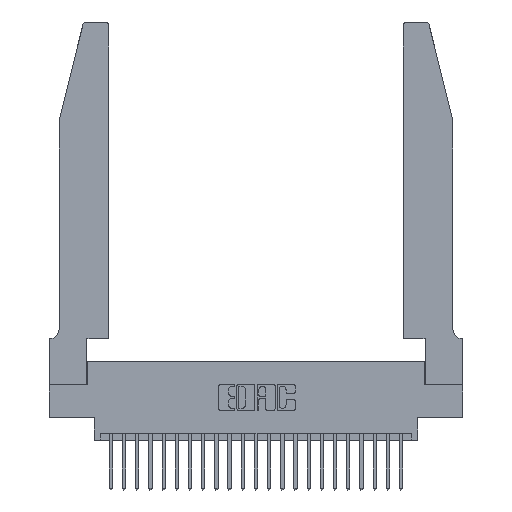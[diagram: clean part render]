
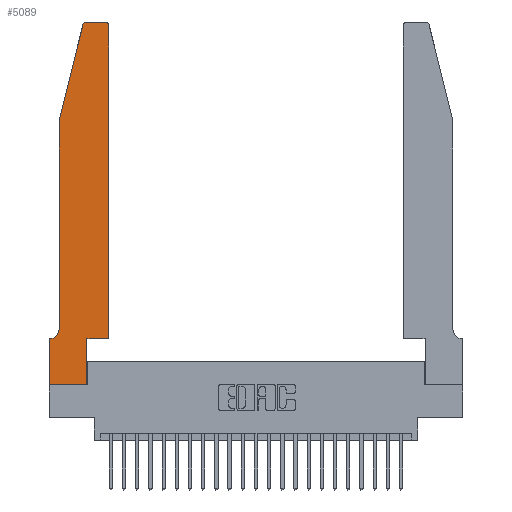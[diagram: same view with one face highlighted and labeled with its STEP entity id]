
A CAD part, top view. The second image highlights one B-rep face of the part: STEP entity #5089.
In plain terms, the highlighted planar face has unit normal (0, 0, 1).
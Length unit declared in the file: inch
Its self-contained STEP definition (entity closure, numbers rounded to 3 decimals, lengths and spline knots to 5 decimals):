
#239 = ORIENTED_EDGE ( 'NONE', *, *, #18345, .T. ) ;
#1447 = VERTEX_POINT ( 'NONE', #15149 ) ;
#1810 = VERTEX_POINT ( 'NONE', #10359 ) ;
#2090 = EDGE_CURVE ( 'NONE', #25019, #14776, #20449, .T. ) ;
#2825 = EDGE_CURVE ( 'NONE', #1447, #21596, #10169, .T. ) ;
#3411 = CARTESIAN_POINT ( 'NONE',  ( 0.2865, 0.35, 0.37 ) ) ;
#3703 = VERTEX_POINT ( 'NONE', #9938 ) ;
#3957 = CARTESIAN_POINT ( 'NONE',  ( 0.0755, 2., 0.37 ) ) ;
#4272 = EDGE_CURVE ( 'NONE', #14776, #21501, #23986, .T. ) ;
#4921 = CIRCLE ( 'NONE', #22151, 0.03 ) ;
#5084 = LINE ( 'NONE', #8686, #18117 ) ;
#5089 = ADVANCED_FACE ( 'NONE', ( #9736 ), #15362, .T. ) ;
#5282 = DIRECTION ( 'NONE',  ( -1., 0., 0. ) ) ;
#5899 = DIRECTION ( 'NONE',  ( 1., 0., 0. ) ) ;
#6098 = ORIENTED_EDGE ( 'NONE', *, *, #18327, .T. ) ;
#6135 = VERTEX_POINT ( 'NONE', #21838 ) ;
#6803 = VECTOR ( 'NONE', #21084, 39.37008 ) ;
#7078 = VECTOR ( 'NONE', #7650, 39.37008 ) ;
#7232 = DIRECTION ( 'NONE',  ( 0., 0., 1. ) ) ;
#7258 = CARTESIAN_POINT ( 'NONE',  ( 0.0755, 2., 0.37 ) ) ;
#7416 = ORIENTED_EDGE ( 'NONE', *, *, #2090, .T. ) ;
#7650 = DIRECTION ( 'NONE',  ( 1., 0., 0. ) ) ;
#7904 = VECTOR ( 'NONE', #25219, 39.37008 ) ;
#8283 = DIRECTION ( 'NONE',  ( 0., -1., 0. ) ) ;
#8355 = VECTOR ( 'NONE', #5282, 39.37008 ) ;
#8477 = CARTESIAN_POINT ( 'NONE',  ( 0.4505, 0.35, 0.37 ) ) ;
#8686 = CARTESIAN_POINT ( 'NONE',  ( 0.0755, 0.35, 0.37 ) ) ;
#9736 = FACE_OUTER_BOUND ( 'NONE', #11124, .T. ) ;
#9767 = ORIENTED_EDGE ( 'NONE', *, *, #2825, .T. ) ;
#9873 = DIRECTION ( 'NONE',  ( 0., 0., 1. ) ) ;
#9896 = EDGE_CURVE ( 'NONE', #21798, #1447, #18428, .T. ) ;
#9938 = CARTESIAN_POINT ( 'NONE',  ( 0.0055, 0.35, 0.37 ) ) ;
#10169 = LINE ( 'NONE', #3957, #20108 ) ;
#10229 = LINE ( 'NONE', #25123, #8355 ) ;
#10231 = EDGE_CURVE ( 'NONE', #3703, #16137, #5084, .T. ) ;
#10236 = CARTESIAN_POINT ( 'NONE',  ( 0.284, 2.72, 0.37 ) ) ;
#10274 = DIRECTION ( 'NONE',  ( -1., 0., 0. ) ) ;
#10359 = CARTESIAN_POINT ( 'NONE',  ( 0., 0., 0.37 ) ) ;
#10633 = CARTESIAN_POINT ( 'NONE',  ( 0.284, 2.75, 0.37 ) ) ;
#11124 = EDGE_LOOP ( 'NONE', ( #12078, #22669, #9767, #16740, #16716, #22101, #239, #6098, #12367, #7416, #13229, #17320 ) ) ;
#11609 = DIRECTION ( 'NONE',  ( 1., 0., 0. ) ) ;
#11634 = CARTESIAN_POINT ( 'NONE',  ( 0., 0., 0.37 ) ) ;
#11708 = EDGE_CURVE ( 'NONE', #6135, #21798, #10229, .T. ) ;
#12048 = LINE ( 'NONE', #7258, #6803 ) ;
#12078 = ORIENTED_EDGE ( 'NONE', *, *, #11708, .T. ) ;
#12367 = ORIENTED_EDGE ( 'NONE', *, *, #23295, .T. ) ;
#12533 = AXIS2_PLACEMENT_3D ( 'NONE', #22143, #22308, #10274 ) ;
#12701 = VECTOR ( 'NONE', #11609, 39.37008 ) ;
#13035 = CIRCLE ( 'NONE', #12533, 0.07 ) ;
#13153 = DIRECTION ( 'NONE',  ( 1., 0., 0. ) ) ;
#13173 = CARTESIAN_POINT ( 'NONE',  ( 0.2865, 0.35, 0.37 ) ) ;
#13229 = ORIENTED_EDGE ( 'NONE', *, *, #4272, .T. ) ;
#13379 = CARTESIAN_POINT ( 'NONE',  ( 0., 0.35, 0.37 ) ) ;
#13488 = LINE ( 'NONE', #13173, #7904 ) ;
#13709 = CARTESIAN_POINT ( 'NONE',  ( 0.0755, 0.42, 0.37 ) ) ;
#14110 = CARTESIAN_POINT ( 'NONE',  ( 0.4205, 2.72, 0.37 ) ) ;
#14776 = VERTEX_POINT ( 'NONE', #8477 ) ;
#15149 = CARTESIAN_POINT ( 'NONE',  ( 0.25487, 2.72718, 0.37 ) ) ;
#15362 = PLANE ( 'NONE',  #21095 ) ;
#15738 = LINE ( 'NONE', #11634, #7078 ) ;
#16137 = VERTEX_POINT ( 'NONE', #24260 ) ;
#16716 = ORIENTED_EDGE ( 'NONE', *, *, #16967, .T. ) ;
#16740 = ORIENTED_EDGE ( 'NONE', *, *, #17756, .T. ) ;
#16966 = DIRECTION ( 'NONE',  ( -1., 0., 0. ) ) ;
#16967 = EDGE_CURVE ( 'NONE', #24759, #3703, #13035, .T. ) ;
#17005 = VECTOR ( 'NONE', #8283, 39.37008 ) ;
#17217 = DIRECTION ( 'NONE',  ( 1., 0., 0. ) ) ;
#17320 = ORIENTED_EDGE ( 'NONE', *, *, #17544, .T. ) ;
#17544 = EDGE_CURVE ( 'NONE', #21501, #6135, #4921, .T. ) ;
#17730 = CARTESIAN_POINT ( 'NONE',  ( 0.4505, 2.72, 0.37 ) ) ;
#17756 = EDGE_CURVE ( 'NONE', #21596, #24759, #12048, .T. ) ;
#18117 = VECTOR ( 'NONE', #16966, 39.37008 ) ;
#18131 = CARTESIAN_POINT ( 'NONE',  ( 0., 0., 0.37 ) ) ;
#18327 = EDGE_CURVE ( 'NONE', #1810, #24683, #15738, .T. ) ;
#18345 = EDGE_CURVE ( 'NONE', #16137, #1810, #24674, .T. ) ;
#18428 = CIRCLE ( 'NONE', #21666, 0.03 ) ;
#18936 = DIRECTION ( 'NONE',  ( -0.239, -0.971, 0. ) ) ;
#19468 = CARTESIAN_POINT ( 'NONE',  ( 0.4505, 0.35, 0.37 ) ) ;
#19869 = DIRECTION ( 'NONE',  ( 0., 1., 0. ) ) ;
#20108 = VECTOR ( 'NONE', #18936, 39.37008 ) ;
#20449 = LINE ( 'NONE', #21120, #12701 ) ;
#20622 = VECTOR ( 'NONE', #19869, 39.37008 ) ;
#21084 = DIRECTION ( 'NONE',  ( 0., -1., 0. ) ) ;
#21095 = AXIS2_PLACEMENT_3D ( 'NONE', #13379, #7232, #17217 ) ;
#21120 = CARTESIAN_POINT ( 'NONE',  ( 0.4505, 0.35, 0.37 ) ) ;
#21501 = VERTEX_POINT ( 'NONE', #17730 ) ;
#21596 = VERTEX_POINT ( 'NONE', #22063 ) ;
#21666 = AXIS2_PLACEMENT_3D ( 'NONE', #10236, #22570, #13153 ) ;
#21798 = VERTEX_POINT ( 'NONE', #10633 ) ;
#21838 = CARTESIAN_POINT ( 'NONE',  ( 0.4205, 2.75, 0.37 ) ) ;
#22063 = CARTESIAN_POINT ( 'NONE',  ( 0.0755, 2., 0.37 ) ) ;
#22101 = ORIENTED_EDGE ( 'NONE', *, *, #10231, .T. ) ;
#22143 = CARTESIAN_POINT ( 'NONE',  ( 0.0055, 0.42, 0.37 ) ) ;
#22151 = AXIS2_PLACEMENT_3D ( 'NONE', #14110, #9873, #5899 ) ;
#22308 = DIRECTION ( 'NONE',  ( 0., 0., -1. ) ) ;
#22570 = DIRECTION ( 'NONE',  ( 0., 0., 1. ) ) ;
#22669 = ORIENTED_EDGE ( 'NONE', *, *, #9896, .T. ) ;
#23295 = EDGE_CURVE ( 'NONE', #24683, #25019, #13488, .T. ) ;
#23727 = CARTESIAN_POINT ( 'NONE',  ( 0.2865, 0., 0.37 ) ) ;
#23986 = LINE ( 'NONE', #19468, #20622 ) ;
#24260 = CARTESIAN_POINT ( 'NONE',  ( 0., 0.35, 0.37 ) ) ;
#24674 = LINE ( 'NONE', #18131, #17005 ) ;
#24683 = VERTEX_POINT ( 'NONE', #23727 ) ;
#24759 = VERTEX_POINT ( 'NONE', #13709 ) ;
#25019 = VERTEX_POINT ( 'NONE', #3411 ) ;
#25123 = CARTESIAN_POINT ( 'NONE',  ( 0.2605, 2.75, 0.37 ) ) ;
#25219 = DIRECTION ( 'NONE',  ( 0., 1., 0. ) ) ;
